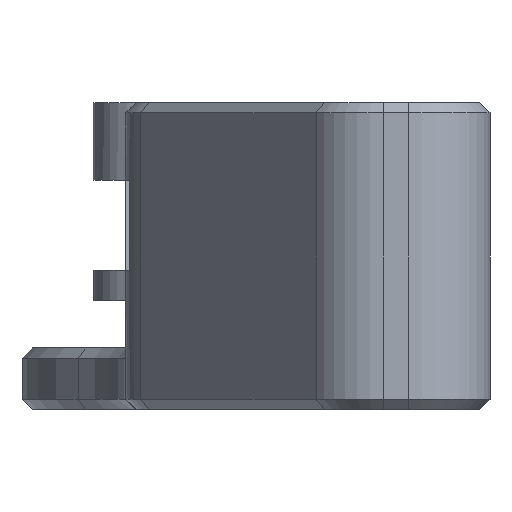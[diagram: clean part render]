
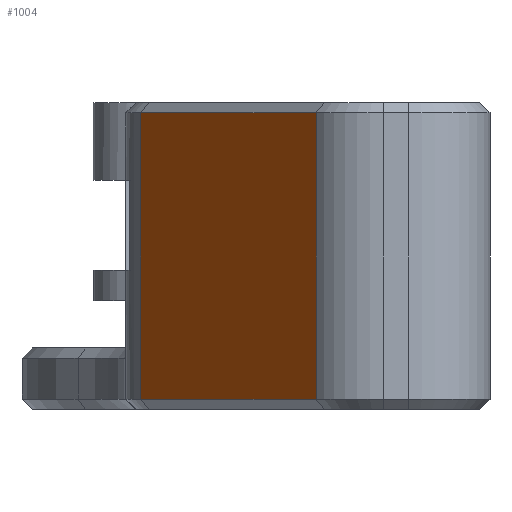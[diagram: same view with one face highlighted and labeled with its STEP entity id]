
A CAD part, left-side view. The second image highlights one B-rep face of the part: STEP entity #1004.
In plain terms, the highlighted planar face has unit normal (-0.574, 0.819, 0).
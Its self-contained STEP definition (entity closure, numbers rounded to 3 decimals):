
#144=FACE_OUTER_BOUND('',#204,.T.);
#204=EDGE_LOOP('',(#748,#749,#750,#751));
#254=LINE('',#1533,#334);
#292=LINE('',#1654,#372);
#293=LINE('',#1658,#373);
#294=LINE('',#1659,#374);
#334=VECTOR('',#1205,10.);
#372=VECTOR('',#1303,1.);
#373=VECTOR('',#1308,1.);
#374=VECTOR('',#1309,10.);
#416=VERTEX_POINT('',#1526);
#418=VERTEX_POINT('',#1532);
#458=VERTEX_POINT('',#1653);
#459=VERTEX_POINT('',#1657);
#514=EDGE_CURVE('',#416,#418,#254,.T.);
#570=EDGE_CURVE('',#458,#418,#292,.T.);
#572=EDGE_CURVE('',#459,#416,#293,.T.);
#573=EDGE_CURVE('',#458,#459,#294,.T.);
#748=ORIENTED_EDGE('',*,*,#514,.F.);
#749=ORIENTED_EDGE('',*,*,#572,.F.);
#750=ORIENTED_EDGE('',*,*,#573,.F.);
#751=ORIENTED_EDGE('',*,*,#570,.T.);
#970=PLANE('',#1101);
#1004=ADVANCED_FACE('',(#144),#970,.T.);
#1101=AXIS2_PLACEMENT_3D('',#1656,#1306,#1307);
#1205=DIRECTION('',(-0.819,-0.573,0.));
#1303=DIRECTION('',(0.,0.,1.));
#1306=DIRECTION('center_axis',(-0.573,0.819,0.));
#1307=DIRECTION('ref_axis',(0.819,0.573,0.));
#1308=DIRECTION('',(0.,0.,1.));
#1309=DIRECTION('',(0.819,0.573,0.));
#1526=CARTESIAN_POINT('',(-23.033,4.777,21.5));
#1532=CARTESIAN_POINT('',(-35.294,-3.806,21.5));
#1533=CARTESIAN_POINT('',(-22.117,5.418,21.5));
#1653=CARTESIAN_POINT('',(-35.294,-3.806,7.5));
#1654=CARTESIAN_POINT('',(-35.294,-3.806,7.));
#1656=CARTESIAN_POINT('Origin',(-37.,-5.,7.));
#1657=CARTESIAN_POINT('',(-23.033,4.777,7.5));
#1658=CARTESIAN_POINT('',(-23.033,4.777,7.));
#1659=CARTESIAN_POINT('',(-25.158,3.289,7.5));
